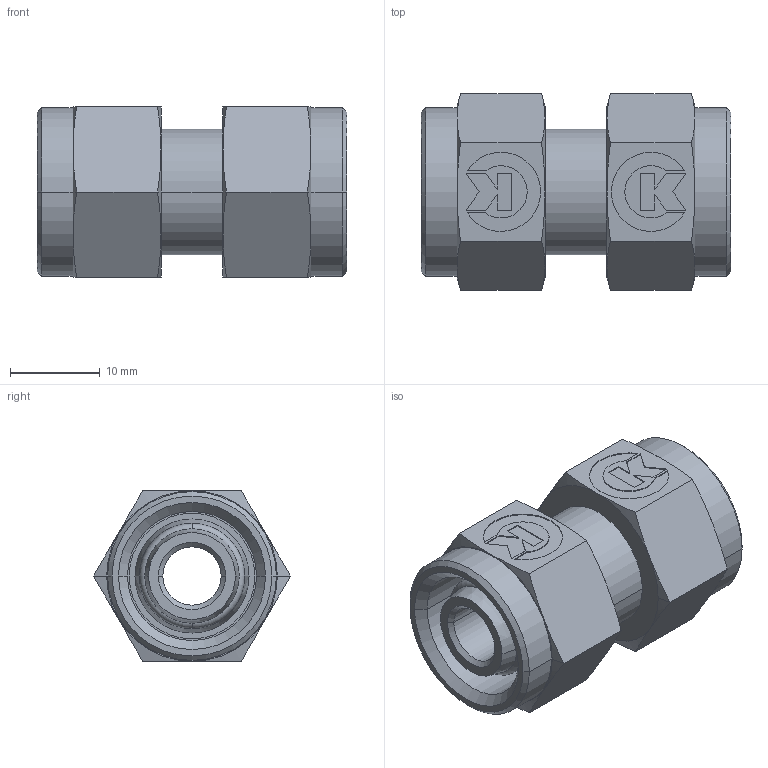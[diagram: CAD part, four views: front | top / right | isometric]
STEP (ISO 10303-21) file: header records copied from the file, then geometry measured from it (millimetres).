
FILE_DESCRIPTION( ( '' ), '1' );
FILE_NAME( '31611016.stp', '2012-08-13T10:01:00', ( '' ), ( '' ), ' ', ' ', ' ' );
FILE_SCHEMA( ( 'CONFIG_CONTROL_DESIGN' ) );
Length unit declared in the file: millimetre
Products named in the file (3): 1; 2; 3
Bounding box: 34.5 x 21.94 x 19 mm (x, y, z)
Volume: 7066 mm3; surface area: 6030.1 mm2
Topology: 3 solids, 3 shells, 188 faces, 440 edges, 276 vertices
Faces by surface type: plane 88, cone 56, cylinder 32, torus 12
Entity records: 5444 total; most frequent: CARTESIAN_POINT 1003, DIRECTION 934, ORIENTED_EDGE 880, EDGE_CURVE 440, AXIS2_PLACEMENT_3D 351, VERTEX_POINT 276, LINE 232, VECTOR 232
